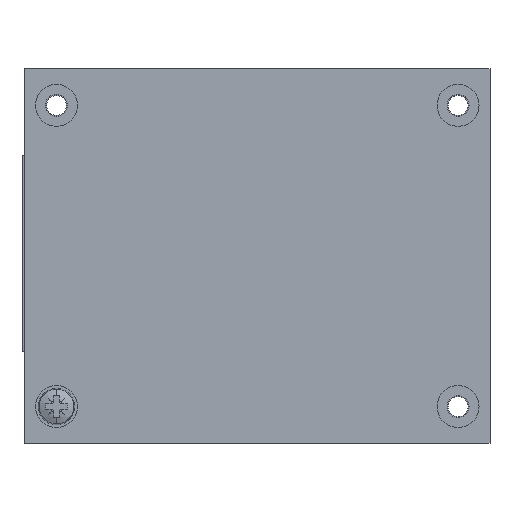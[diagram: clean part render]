
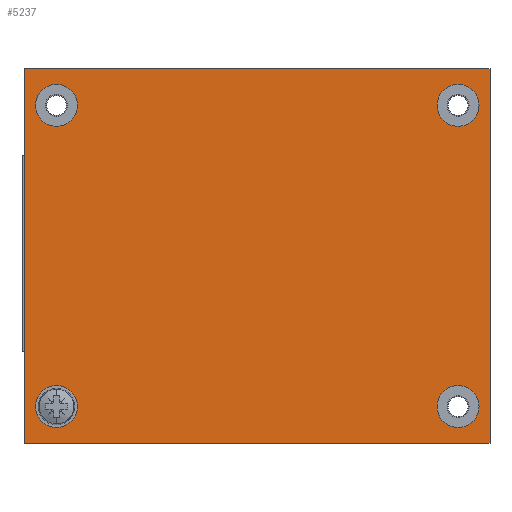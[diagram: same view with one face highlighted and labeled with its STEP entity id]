
A CAD part, top view. The second image highlights one B-rep face of the part: STEP entity #5237.
In plain terms, the highlighted planar face has unit normal (0, 0, 1).
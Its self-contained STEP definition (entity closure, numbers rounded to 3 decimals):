
#5237=ADVANCED_FACE('',(#10949,#10950,#10951,#10952,#10953),#10954,.T.);
#10949=FACE_OUTER_BOUND('',#16876,.T.);
#10950=FACE_BOUND('',#16877,.T.);
#10951=FACE_BOUND('',#16878,.T.);
#10952=FACE_BOUND('',#16879,.T.);
#10953=FACE_BOUND('',#16880,.T.);
#10954=PLANE('',#16881);
#16876=EDGE_LOOP('',(#32247,#32248,#32249,#32250));
#16877=EDGE_LOOP('',(#32251,#32252));
#16878=EDGE_LOOP('',(#32253,#32254));
#16879=EDGE_LOOP('',(#32255,#32256));
#16880=EDGE_LOOP('',(#32257,#32258));
#16881=AXIS2_PLACEMENT_3D('',#32259,#32260,#32261);
#32247=ORIENTED_EDGE('',*,*,#35219,.F.);
#32248=ORIENTED_EDGE('',*,*,#38193,.F.);
#32249=ORIENTED_EDGE('',*,*,#34447,.F.);
#32250=ORIENTED_EDGE('',*,*,#39676,.F.);
#32251=ORIENTED_EDGE('',*,*,#38198,.T.);
#32252=ORIENTED_EDGE('',*,*,#39903,.T.);
#32253=ORIENTED_EDGE('',*,*,#40099,.T.);
#32254=ORIENTED_EDGE('',*,*,#36969,.T.);
#32255=ORIENTED_EDGE('',*,*,#37781,.T.);
#32256=ORIENTED_EDGE('',*,*,#40100,.T.);
#32257=ORIENTED_EDGE('',*,*,#39200,.T.);
#32258=ORIENTED_EDGE('',*,*,#36185,.T.);
#32259=CARTESIAN_POINT('',(43.0,20.7,48.1));
#32260=DIRECTION('',(0.0,0.0,1.0));
#32261=DIRECTION('',(1.0,0.0,0.0));
#34447=EDGE_CURVE('',#41209,#41197,#41211,.T.);
#35219=EDGE_CURVE('',#42540,#42527,#42542,.T.);
#36185=EDGE_CURVE('',#44169,#44167,#44170,.T.);
#36969=EDGE_CURVE('',#45390,#45387,#45391,.T.);
#37781=EDGE_CURVE('',#46604,#46609,#46611,.T.);
#38193=EDGE_CURVE('',#41197,#42540,#47170,.T.);
#38198=EDGE_CURVE('',#47172,#47177,#47179,.T.);
#39200=EDGE_CURVE('',#44167,#44169,#48472,.T.);
#39676=EDGE_CURVE('',#42527,#41209,#49036,.T.);
#39903=EDGE_CURVE('',#47177,#47172,#49285,.T.);
#40099=EDGE_CURVE('',#45387,#45390,#49496,.T.);
#40100=EDGE_CURVE('',#46609,#46604,#49497,.T.);
#41197=VERTEX_POINT('',#50955);
#41209=VERTEX_POINT('',#50973);
#41211=LINE('',#50976,#50977);
#42527=VERTEX_POINT('',#52863);
#42540=VERTEX_POINT('',#52882);
#42542=LINE('',#52885,#52886);
#44167=VERTEX_POINT('',#55269);
#44169=VERTEX_POINT('',#55272);
#44170=CIRCLE('',#55273,2.3);
#45387=VERTEX_POINT('',#57052);
#45390=VERTEX_POINT('',#57056);
#45391=CIRCLE('',#57057,2.3);
#46604=VERTEX_POINT('',#58900);
#46609=VERTEX_POINT('',#58906);
#46611=CIRCLE('',#58909,2.3);
#47170=LINE('',#59738,#59739);
#47172=VERTEX_POINT('',#59741);
#47177=VERTEX_POINT('',#59747);
#47179=CIRCLE('',#59750,2.3);
#48472=CIRCLE('',#61671,2.3);
#49036=LINE('',#62494,#62495);
#49285=CIRCLE('',#62852,2.3);
#49496=CIRCLE('',#63193,2.3);
#49497=CIRCLE('',#63194,2.3);
#50955=CARTESIAN_POINT('',(94.0,61.7,48.1));
#50973=CARTESIAN_POINT('',(43.0,61.7,48.1));
#50976=CARTESIAN_POINT('',(43.0,61.7,48.1));
#50977=VECTOR('',#63900,1.0);
#52863=CARTESIAN_POINT('',(43.0,20.7,48.1));
#52882=CARTESIAN_POINT('',(94.0,20.7,48.1));
#52885=CARTESIAN_POINT('',(94.0,20.7,48.1));
#52886=VECTOR('',#64571,1.0);
#55269=CARTESIAN_POINT('',(92.8,57.7,48.1));
#55272=CARTESIAN_POINT('',(88.2,57.7,48.1));
#55273=AXIS2_PLACEMENT_3D('',#65397,#65398,#65399);
#57052=CARTESIAN_POINT('',(48.8,57.7,48.1));
#57056=CARTESIAN_POINT('',(44.2,57.7,48.1));
#57057=AXIS2_PLACEMENT_3D('',#66041,#66042,#66043);
#58900=CARTESIAN_POINT('',(48.8,24.7,48.1));
#58906=CARTESIAN_POINT('',(44.2,24.7,48.1));
#58909=AXIS2_PLACEMENT_3D('',#66784,#66785,#66786);
#59738=CARTESIAN_POINT('',(94.0,61.7,48.1));
#59739=VECTOR('',#67084,1.0);
#59741=CARTESIAN_POINT('',(92.8,24.7,48.1));
#59747=CARTESIAN_POINT('',(88.2,24.7,48.1));
#59750=AXIS2_PLACEMENT_3D('',#67090,#67091,#67092);
#61671=AXIS2_PLACEMENT_3D('',#67799,#67800,#67801);
#62494=CARTESIAN_POINT('',(43.0,20.7,48.1));
#62495=VECTOR('',#68085,1.0);
#62852=AXIS2_PLACEMENT_3D('',#68206,#68207,#68208);
#63193=AXIS2_PLACEMENT_3D('',#68345,#68346,#68347);
#63194=AXIS2_PLACEMENT_3D('',#68348,#68349,#68350);
#63900=DIRECTION('',(1.0,0.0,0.0));
#64571=DIRECTION('',(-1.0,0.0,0.0));
#65397=CARTESIAN_POINT('',(90.5,57.7,48.1));
#65398=DIRECTION('',(0.0,0.0,-1.0));
#65399=DIRECTION('',(1.0,0.0,0.0));
#66041=CARTESIAN_POINT('',(46.5,57.7,48.1));
#66042=DIRECTION('',(0.0,0.0,-1.0));
#66043=DIRECTION('',(1.0,0.0,0.0));
#66784=CARTESIAN_POINT('',(46.5,24.7,48.1));
#66785=DIRECTION('',(0.0,0.0,-1.0));
#66786=DIRECTION('',(1.0,0.0,0.0));
#67084=DIRECTION('',(0.0,-1.0,0.0));
#67090=CARTESIAN_POINT('',(90.5,24.7,48.1));
#67091=DIRECTION('',(0.0,0.0,-1.0));
#67092=DIRECTION('',(1.0,0.0,0.0));
#67799=CARTESIAN_POINT('',(90.5,57.7,48.1));
#67800=DIRECTION('',(0.0,0.0,-1.0));
#67801=DIRECTION('',(1.0,0.0,0.0));
#68085=DIRECTION('',(0.0,1.0,0.0));
#68206=CARTESIAN_POINT('',(90.5,24.7,48.1));
#68207=DIRECTION('',(0.0,0.0,-1.0));
#68208=DIRECTION('',(1.0,0.0,0.0));
#68345=CARTESIAN_POINT('',(46.5,57.7,48.1));
#68346=DIRECTION('',(0.0,0.0,-1.0));
#68347=DIRECTION('',(1.0,0.0,0.0));
#68348=CARTESIAN_POINT('',(46.5,24.7,48.1));
#68349=DIRECTION('',(0.0,0.0,-1.0));
#68350=DIRECTION('',(1.0,0.0,0.0));
